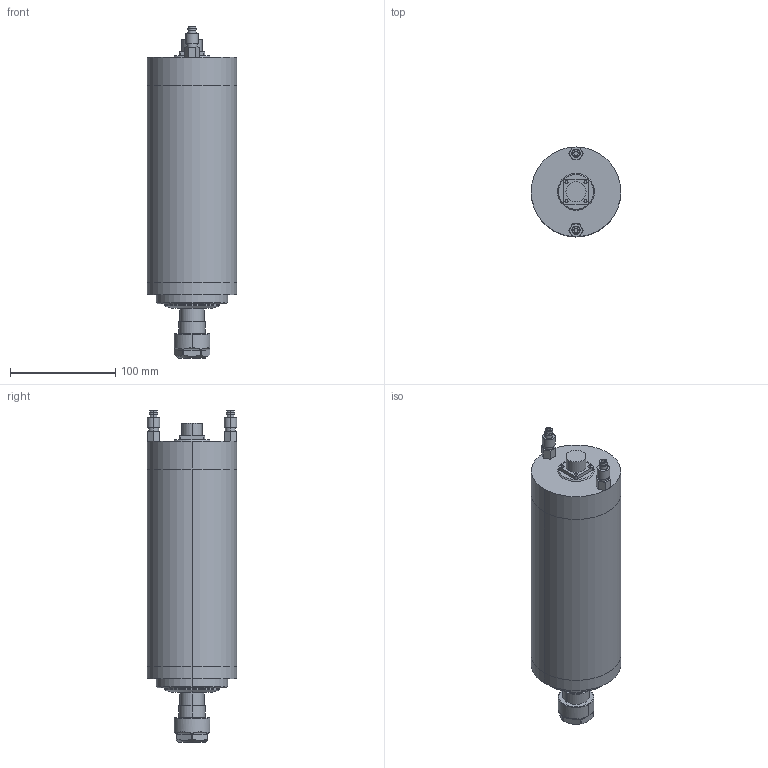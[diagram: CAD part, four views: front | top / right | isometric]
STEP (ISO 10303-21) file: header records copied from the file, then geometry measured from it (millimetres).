
FILE_DESCRIPTION (( 'STEP AP214' ), '1' );
FILE_NAME ('GDZ23-1軞蚾.STEP', '2021-04-30T05:17:08', ( '萇齟' ), ( '' ), 'SwSTEP 2.0', 'SolidWorks 2018', '' );
FILE_SCHEMA (( 'AUTOMOTIVE_DESIGN' ));
Length unit declared in the file: millimetre
Products named in the file (9): 堤盄釱脣芛18x18M20; ER20 粟俶芠標; ER20蹟簽; GDZ23-1儂褲; GDZ23-1粣芛; GDZ23-1粣創釱; GDZ23-1堤盄釱; GDZ23-1軞蚾; GDZ17阨郲
Assembly tree (9 placements, depth 2):
  GDZ23-1軞蚾
    GDZ23-1儂褲
    GDZ23-1堤盄釱
    ER20 粟俶芠標
    ER20蹟簽
    GDZ17阨郲  x2
    GDZ23-1粣創釱
    GDZ23-1粣芛
    堤盄釱脣芛18x18M20
Bounding box: 85 x 85 x 315 mm (x, y, z)
Volume: 1354134.2 mm3; surface area: 122918 mm2
Topology: 9 solids, 9 shells, 155 faces, 332 edges, 216 vertices
Faces by surface type: cylinder 64, plane 61, cone 26, torus 4
Entity records: 4290 total; most frequent: CARTESIAN_POINT 921, DIRECTION 696, ORIENTED_EDGE 564, AXIS2_PLACEMENT_3D 287, EDGE_CURVE 282, VERTEX_POINT 184, EDGE_LOOP 160, CIRCLE 144
